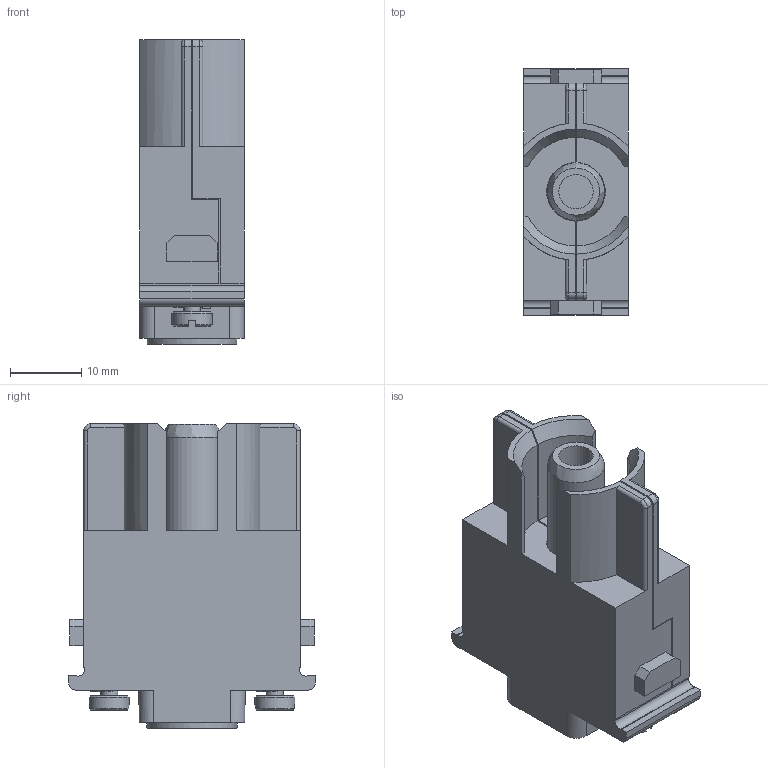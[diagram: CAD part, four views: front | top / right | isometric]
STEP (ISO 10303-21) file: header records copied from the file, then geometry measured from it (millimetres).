
FILE_DESCRIPTION(/* description */ (''),/* implementation_level */ '2;1');
FILE_NAME(/* name */ '1290010010508_01-HMPE.M-001.2-M_成品_stp.stp',/* time_stamp */ '2024-04-02T19:10:08+08:00',/* author */ (''),/* organization */ (''),/* preprocessor_version */ 'ST-DEVELOPER v18.1',/* originating_system */ 'SIEMENS PLM Software NX 1980',/* authorisation */ '');
FILE_SCHEMA (('AUTOMOTIVE_DESIGN { 1 0 10303 214 3 1 1 1 }'));
Length unit declared in the file: millimetre
Products named in the file (1): 131834A09DBDau58
Bounding box: 14.6 x 34.5 x 42.6 mm (x, y, z)
Volume: 32.5 mm3; surface area: 10913.3 mm2
Topology: 5 solids, 6 shells, 627 faces, 1830 edges, 1200 vertices
Faces by surface type: plane 300, cylinder 183, bspline 57, cone 49, torus 22, sphere 16
Full cylindrical faces by diameter (mm): 2.4 x4, 2.65 x16, 2.7 x4, 3.5 x4, 4.8 x1, 5.5 x4, 5.6 x2, 8 x1, 12 x1, 13 x1, 13.3 x1
Entity records: 33909 total; most frequent: CARTESIAN_POINT 17917, ORIENTED_EDGE 3392, DIRECTION 2564, EDGE_CURVE 1696, VERTEX_POINT 1141, AXIS2_PLACEMENT_3D 900, LINE 764, VECTOR 764
